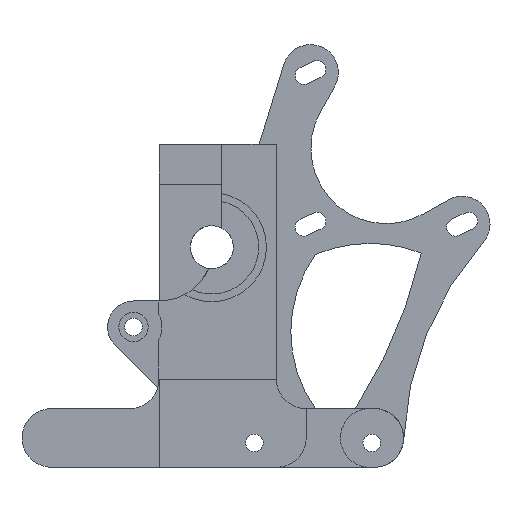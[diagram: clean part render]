
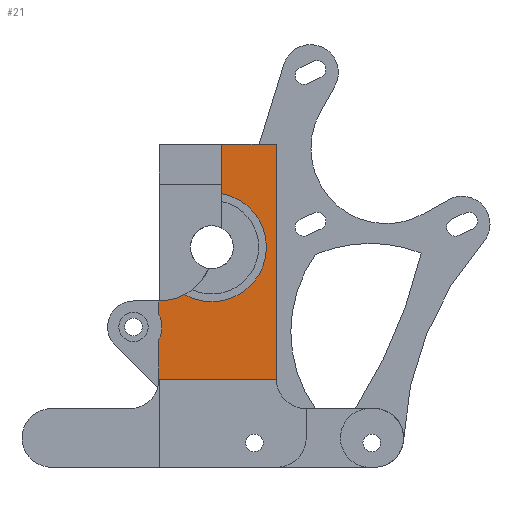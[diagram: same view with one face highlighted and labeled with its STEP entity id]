
A CAD part, left-side view. The second image highlights one B-rep face of the part: STEP entity #21.
In plain terms, the highlighted planar face has unit normal (-1, 0, 0).
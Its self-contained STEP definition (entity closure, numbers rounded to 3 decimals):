
#21 = ADVANCED_FACE ( 'NONE', ( #9338 ), #13812, .T. ) ;
#64 = DIRECTION ( 'NONE',  ( 1., 0., 0. ) ) ;
#77 = ORIENTED_EDGE ( 'NONE', *, *, #15122, .T. ) ;
#88 = EDGE_CURVE ( 'NONE', #5251, #106, #11157, .T. ) ;
#106 = VERTEX_POINT ( 'NONE', #12712 ) ;
#204 = DIRECTION ( 'NONE',  ( -1., 0., 0. ) ) ;
#400 = AXIS2_PLACEMENT_3D ( 'NONE', #7943, #4384, #13941 ) ;
#435 = VECTOR ( 'NONE', #10202, 1000. ) ;
#489 = VERTEX_POINT ( 'NONE', #2224 ) ;
#728 = DIRECTION ( 'NONE',  ( 0., 0., -1. ) ) ;
#791 = EDGE_CURVE ( 'NONE', #106, #10716, #3174, .T. ) ;
#1369 = LINE ( 'NONE', #5875, #13065 ) ;
#1905 = CARTESIAN_POINT ( 'NONE',  ( -7.452, 12.695, 5.576 ) ) ;
#2085 = EDGE_CURVE ( 'NONE', #9073, #7106, #8889, .T. ) ;
#2224 = CARTESIAN_POINT ( 'NONE',  ( -7.452, -0.105, 49.548 ) ) ;
#2424 = EDGE_LOOP ( 'NONE', ( #6586, #11072, #6822, #14504, #13797, #9354, #10111, #3169, #5684, #77 ) ) ;
#2467 = EDGE_CURVE ( 'NONE', #9073, #489, #4598, .T. ) ;
#2609 = VERTEX_POINT ( 'NONE', #5128 ) ;
#2754 = VECTOR ( 'NONE', #13729, 1000. ) ;
#2929 = LINE ( 'NONE', #7680, #2754 ) ;
#3169 = ORIENTED_EDGE ( 'NONE', *, *, #4209, .T. ) ;
#3174 = LINE ( 'NONE', #14767, #8957 ) ;
#3213 = CARTESIAN_POINT ( 'NONE',  ( -7.452, 7.42, 28.901 ) ) ;
#3410 = CIRCLE ( 'NONE', #400, 5.793 ) ;
#3693 = VERTEX_POINT ( 'NONE', #8146 ) ;
#4198 = CARTESIAN_POINT ( 'NONE',  ( -7.452, -11.305, 5.576 ) ) ;
#4209 = EDGE_CURVE ( 'NONE', #5251, #8272, #13818, .T. ) ;
#4317 = DIRECTION ( 'NONE',  ( 0., 0., 1. ) ) ;
#4384 = DIRECTION ( 'NONE',  ( -1., 0., 0. ) ) ;
#4481 = CARTESIAN_POINT ( 'NONE',  ( -7.452, 12.695, 24.817 ) ) ;
#4598 = CIRCLE ( 'NONE', #10537, 11.15 ) ;
#4745 = EDGE_CURVE ( 'NONE', #7106, #9110, #1369, .T. ) ;
#4950 = CARTESIAN_POINT ( 'NONE',  ( -7.452, 12.695, 27.576 ) ) ;
#5128 = CARTESIAN_POINT ( 'NONE',  ( -7.452, 12.695, 19.734 ) ) ;
#5251 = VERTEX_POINT ( 'NONE', #9123 ) ;
#5276 = DIRECTION ( 'NONE',  ( 0., 0., -1. ) ) ;
#5464 = DIRECTION ( 'NONE',  ( 0., 1., 0. ) ) ;
#5684 = ORIENTED_EDGE ( 'NONE', *, *, #7633, .T. ) ;
#5875 = CARTESIAN_POINT ( 'NONE',  ( -7.452, 12.695, 5.576 ) ) ;
#6017 = AXIS2_PLACEMENT_3D ( 'NONE', #7119, #64, #7171 ) ;
#6586 = ORIENTED_EDGE ( 'NONE', *, *, #2467, .F. ) ;
#6822 = ORIENTED_EDGE ( 'NONE', *, *, #4745, .T. ) ;
#7082 = CARTESIAN_POINT ( 'NONE',  ( -7.452, 12.695, 11.576 ) ) ;
#7106 = VERTEX_POINT ( 'NONE', #4950 ) ;
#7119 = CARTESIAN_POINT ( 'NONE',  ( -7.452, 12.695, 38.736 ) ) ;
#7171 = DIRECTION ( 'NONE',  ( 0., 0., -1. ) ) ;
#7355 = DIRECTION ( 'NONE',  ( 0., 0., 1. ) ) ;
#7472 = VECTOR ( 'NONE', #5276, 1000. ) ;
#7633 = EDGE_CURVE ( 'NONE', #8272, #3693, #2929, .T. ) ;
#7673 = EDGE_CURVE ( 'NONE', #2609, #10716, #14277, .T. ) ;
#7680 = CARTESIAN_POINT ( 'NONE',  ( -7.452, -11.305, 59.576 ) ) ;
#7875 = DIRECTION ( 'NONE',  ( -1., 0., 0. ) ) ;
#7943 = CARTESIAN_POINT ( 'NONE',  ( -7.452, 17.9, 22.276 ) ) ;
#8146 = CARTESIAN_POINT ( 'NONE',  ( -7.452, -0.105, 59.576 ) ) ;
#8272 = VERTEX_POINT ( 'NONE', #11796 ) ;
#8488 = CARTESIAN_POINT ( 'NONE',  ( -7.452, 1.877, 38.576 ) ) ;
#8668 = AXIS2_PLACEMENT_3D ( 'NONE', #14967, #7875, #4317 ) ;
#8889 = CIRCLE ( 'NONE', #6017, 11.16 ) ;
#8957 = VECTOR ( 'NONE', #14560, 1000. ) ;
#9073 = VERTEX_POINT ( 'NONE', #3213 ) ;
#9110 = VERTEX_POINT ( 'NONE', #4481 ) ;
#9123 = CARTESIAN_POINT ( 'NONE',  ( -7.452, -11.305, 11.576 ) ) ;
#9338 = FACE_OUTER_BOUND ( 'NONE', #2424, .T. ) ;
#9354 = ORIENTED_EDGE ( 'NONE', *, *, #791, .F. ) ;
#9380 = DIRECTION ( 'NONE',  ( 0., 0., -1. ) ) ;
#9700 = VECTOR ( 'NONE', #5464, 1000. ) ;
#10111 = ORIENTED_EDGE ( 'NONE', *, *, #88, .F. ) ;
#10202 = DIRECTION ( 'NONE',  ( 0., 0., 1. ) ) ;
#10537 = AXIS2_PLACEMENT_3D ( 'NONE', #8488, #204, #7355 ) ;
#10716 = VERTEX_POINT ( 'NONE', #7082 ) ;
#11072 = ORIENTED_EDGE ( 'NONE', *, *, #2085, .T. ) ;
#11088 = EDGE_CURVE ( 'NONE', #2609, #9110, #3410, .T. ) ;
#11157 = LINE ( 'NONE', #14906, #9700 ) ;
#11796 = CARTESIAN_POINT ( 'NONE',  ( -7.452, -11.305, 59.576 ) ) ;
#12712 = CARTESIAN_POINT ( 'NONE',  ( -7.452, 12.672, 11.576 ) ) ;
#13065 = VECTOR ( 'NONE', #9380, 1000. ) ;
#13562 = CARTESIAN_POINT ( 'NONE',  ( -7.452, -0.105, 59.576 ) ) ;
#13572 = LINE ( 'NONE', #13562, #7472 ) ;
#13729 = DIRECTION ( 'NONE',  ( 0., 1., 0. ) ) ;
#13797 = ORIENTED_EDGE ( 'NONE', *, *, #7673, .T. ) ;
#13812 = PLANE ( 'NONE',  #8668 ) ;
#13818 = LINE ( 'NONE', #4198, #435 ) ;
#13900 = VECTOR ( 'NONE', #728, 1000. ) ;
#13941 = DIRECTION ( 'NONE',  ( 0., 0., 1. ) ) ;
#14277 = LINE ( 'NONE', #1905, #13900 ) ;
#14504 = ORIENTED_EDGE ( 'NONE', *, *, #11088, .F. ) ;
#14560 = DIRECTION ( 'NONE',  ( 0., 1., 0. ) ) ;
#14767 = CARTESIAN_POINT ( 'NONE',  ( -7.452, 0.695, 11.576 ) ) ;
#14906 = CARTESIAN_POINT ( 'NONE',  ( -7.452, 0.672, 11.576 ) ) ;
#14967 = CARTESIAN_POINT ( 'NONE',  ( -7.452, -14.305, 5.576 ) ) ;
#15122 = EDGE_CURVE ( 'NONE', #3693, #489, #13572, .T. ) ;
